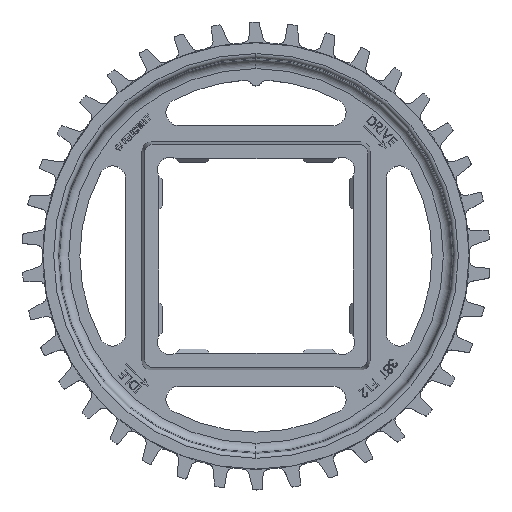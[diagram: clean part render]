
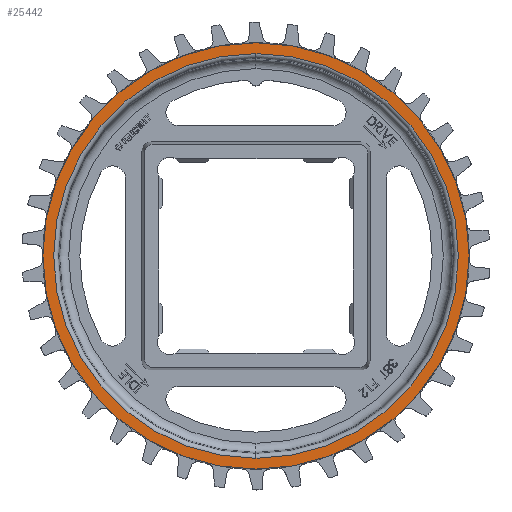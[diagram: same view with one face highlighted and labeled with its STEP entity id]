
A CAD part, top view. The second image highlights one B-rep face of the part: STEP entity #25442.
In plain terms, the highlighted planar face has unit normal (0, 0, 1).
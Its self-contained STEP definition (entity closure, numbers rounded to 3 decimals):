
#286 = CIRCLE ( 'NONE', #32609, 69.157 ) ;
#1129 = DIRECTION ( 'NONE',  ( 1., 0., 0. ) ) ;
#1310 = CARTESIAN_POINT ( 'NONE',  ( 0., 0., 12.5 ) ) ;
#2025 = DIRECTION ( 'NONE',  ( 0., 0., 1. ) ) ;
#2322 = VERTEX_POINT ( 'NONE', #31160 ) ;
#3376 = ORIENTED_EDGE ( 'NONE', *, *, #28985, .T. ) ;
#3784 = DIRECTION ( 'NONE',  ( 1., 0., 0. ) ) ;
#5396 = EDGE_CURVE ( 'NONE', #5406, #7032, #22379, .T. ) ;
#5406 = VERTEX_POINT ( 'NONE', #7019 ) ;
#5458 = DIRECTION ( 'NONE',  ( 0., 1., 0. ) ) ;
#7019 = CARTESIAN_POINT ( 'NONE',  ( -69.157, 0., 12.5 ) ) ;
#7032 = VERTEX_POINT ( 'NONE', #15419 ) ;
#9006 = AXIS2_PLACEMENT_3D ( 'NONE', #10819, #10496, #15395 ) ;
#10107 = DIRECTION ( 'NONE',  ( 1., 0., 0. ) ) ;
#10496 = DIRECTION ( 'NONE',  ( 0., 0., -1. ) ) ;
#10819 = CARTESIAN_POINT ( 'NONE',  ( 0., 0., 12.5 ) ) ;
#14431 = FACE_BOUND ( 'NONE', #18150, .T. ) ;
#14732 = FACE_OUTER_BOUND ( 'NONE', #31045, .T. ) ;
#15395 = DIRECTION ( 'NONE',  ( 0., 1., 0. ) ) ;
#15419 = CARTESIAN_POINT ( 'NONE',  ( 69.157, 0., 12.5 ) ) ;
#17155 = DIRECTION ( 'NONE',  ( 0., 0., 1. ) ) ;
#17196 = ORIENTED_EDGE ( 'NONE', *, *, #5396, .T. ) ;
#18150 = EDGE_LOOP ( 'NONE', ( #25332, #27385 ) ) ;
#19600 = CIRCLE ( 'NONE', #30839, 65.652 ) ;
#21997 = DIRECTION ( 'NONE',  ( 0., 0., 1. ) ) ;
#22379 = CIRCLE ( 'NONE', #27212, 69.157 ) ;
#23090 = EDGE_CURVE ( 'NONE', #30097, #2322, #19600, .T. ) ;
#24689 = PLANE ( 'NONE',  #27175 ) ;
#25332 = ORIENTED_EDGE ( 'NONE', *, *, #31293, .T. ) ;
#25442 = ADVANCED_FACE ( 'NONE', ( #14431, #14732 ), #24689, .T. ) ;
#26014 = DIRECTION ( 'NONE',  ( 0., 0., -1. ) ) ;
#27175 = AXIS2_PLACEMENT_3D ( 'NONE', #29927, #21997, #3784 ) ;
#27212 = AXIS2_PLACEMENT_3D ( 'NONE', #1310, #17155, #1129 ) ;
#27385 = ORIENTED_EDGE ( 'NONE', *, *, #23090, .T. ) ;
#28044 = CARTESIAN_POINT ( 'NONE',  ( 0., 0., 12.5 ) ) ;
#28567 = CARTESIAN_POINT ( 'NONE',  ( 0., -65.652, 12.5 ) ) ;
#28985 = EDGE_CURVE ( 'NONE', #7032, #5406, #286, .T. ) ;
#29927 = CARTESIAN_POINT ( 'NONE',  ( 0., 0., 12.5 ) ) ;
#30018 = CIRCLE ( 'NONE', #9006, 65.652 ) ;
#30097 = VERTEX_POINT ( 'NONE', #28567 ) ;
#30839 = AXIS2_PLACEMENT_3D ( 'NONE', #28044, #26014, #5458 ) ;
#31045 = EDGE_LOOP ( 'NONE', ( #17196, #3376 ) ) ;
#31160 = CARTESIAN_POINT ( 'NONE',  ( 0., 65.652, 12.5 ) ) ;
#31293 = EDGE_CURVE ( 'NONE', #2322, #30097, #30018, .T. ) ;
#32609 = AXIS2_PLACEMENT_3D ( 'NONE', #33215, #2025, #10107 ) ;
#33215 = CARTESIAN_POINT ( 'NONE',  ( 0., 0., 12.5 ) ) ;
